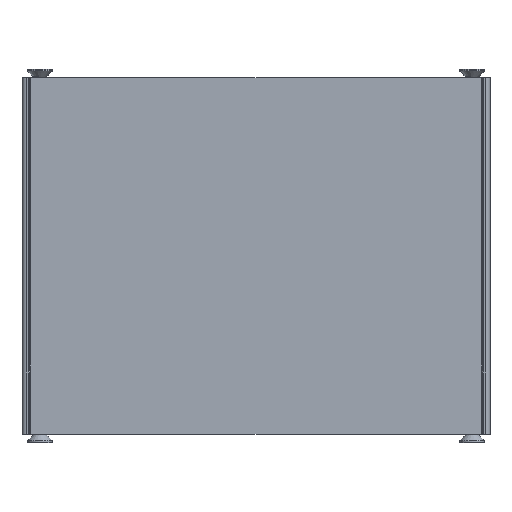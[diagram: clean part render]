
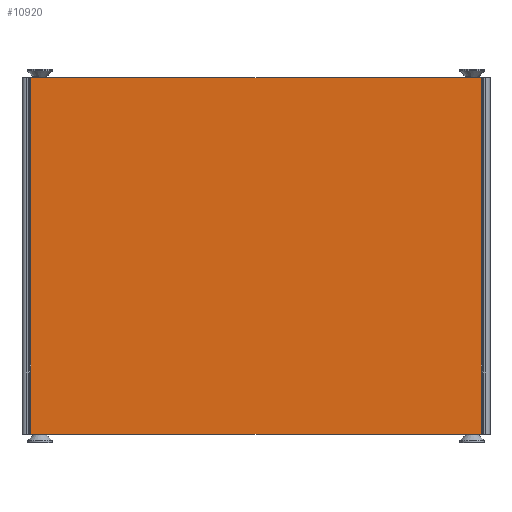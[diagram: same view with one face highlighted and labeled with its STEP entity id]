
A CAD part, top view. The second image highlights one B-rep face of the part: STEP entity #10920.
In plain terms, the highlighted planar face has unit normal (0, 0, 1).
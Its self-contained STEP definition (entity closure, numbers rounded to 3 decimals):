
#6606 = VERTEX_POINT('',#6607);
#6607 = CARTESIAN_POINT('',(50.55,-40.,36.7));
#6614 = EDGE_CURVE('',#6606,#6615,#6617,.T.);
#6615 = VERTEX_POINT('',#6616);
#6616 = CARTESIAN_POINT('',(-50.55,-40.,36.7));
#6617 = LINE('',#6618,#6619);
#6618 = CARTESIAN_POINT('',(50.55,-40.,36.7));
#6619 = VECTOR('',#6620,1.);
#6620 = DIRECTION('',(-1.,0.,0.));
#9620 = VERTEX_POINT('',#9621);
#9621 = CARTESIAN_POINT('',(-50.55,40.,36.7));
#9628 = EDGE_CURVE('',#9620,#9629,#9631,.T.);
#9629 = VERTEX_POINT('',#9630);
#9630 = CARTESIAN_POINT('',(50.55,40.,36.7));
#9631 = LINE('',#9632,#9633);
#9632 = CARTESIAN_POINT('',(-50.55,40.,36.7));
#9633 = VECTOR('',#9634,1.);
#9634 = DIRECTION('',(1.,0.,0.));
#10909 = EDGE_CURVE('',#9629,#6606,#10910,.T.);
#10910 = LINE('',#10911,#10912);
#10911 = CARTESIAN_POINT('',(50.55,40.,36.7));
#10912 = VECTOR('',#10913,1.);
#10913 = DIRECTION('',(0.,-1.,0.));
#10920 = ADVANCED_FACE('',(#10921),#10932,.F.);
#10921 = FACE_BOUND('',#10922,.T.);
#10922 = EDGE_LOOP('',(#10923,#10924,#10925,#10931));
#10923 = ORIENTED_EDGE('',*,*,#10909,.F.);
#10924 = ORIENTED_EDGE('',*,*,#9628,.F.);
#10925 = ORIENTED_EDGE('',*,*,#10926,.F.);
#10926 = EDGE_CURVE('',#6615,#9620,#10927,.T.);
#10927 = LINE('',#10928,#10929);
#10928 = CARTESIAN_POINT('',(-50.55,-40.,36.7));
#10929 = VECTOR('',#10930,1.);
#10930 = DIRECTION('',(0.,1.,0.));
#10931 = ORIENTED_EDGE('',*,*,#6614,.F.);
#10932 = PLANE('',#10933);
#10933 = AXIS2_PLACEMENT_3D('',#10934,#10935,#10936);
#10934 = CARTESIAN_POINT('',(50.75,-40.,36.7));
#10935 = DIRECTION('',(0.,0.,-1.));
#10936 = DIRECTION('',(0.,-1.,0.));
